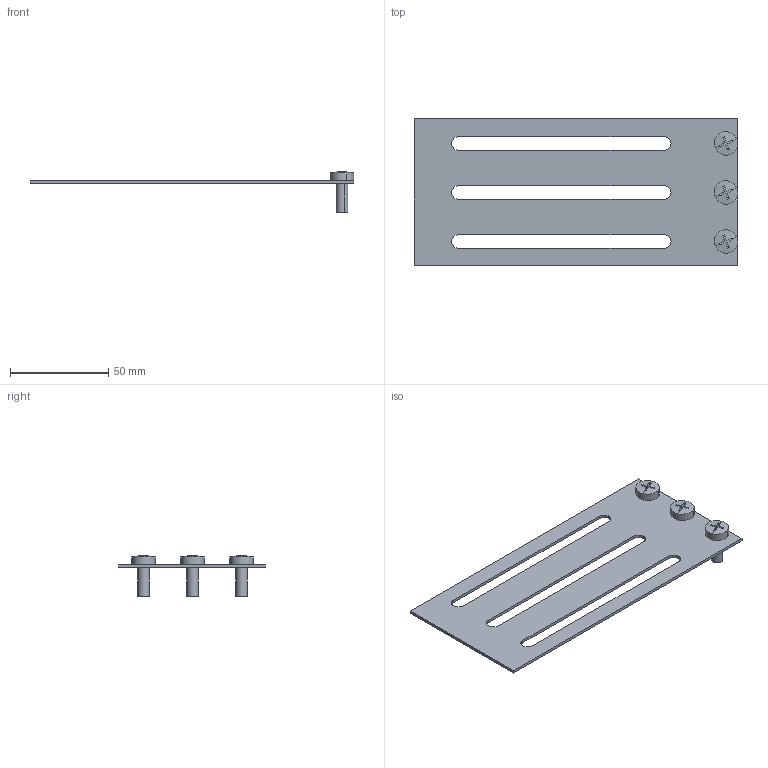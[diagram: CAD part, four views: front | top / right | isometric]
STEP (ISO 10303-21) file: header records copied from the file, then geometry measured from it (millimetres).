
FILE_DESCRIPTION (( 'STEP AP214' ), '1' );
FILE_NAME ('ADH3 Äåðæàòåëü DIN-ðååê 3 êàíàëà.step', '2020-11-05T13:35:35', ( '' ), ( '' ), 'SwSTEP 2.0', 'SolidWorks 2019', '' );
FILE_SCHEMA (( 'AUTOMOTIVE_DESIGN' ));
Length unit declared in the file: millimetre
Products named in the file (3): Âèíò ñàìîíàðåçàþùèé Ì6 DIN 7516À_6å16; AVT001.00.03.02 Äåðæàòåëü DIN-ðååê 3 êàíàëà_00; ADH3 Äåðæàòåëü DIN-ðååê 3 êàíàëà
Assembly tree (4 placements, depth 2):
  ADH3 Äåðæàòåëü DIN-ðååê 3 êàíàëà
    AVT001.00.03.02 Äåðæàòåëü DIN-ðååê 3 êàíàëà_00
    Âèíò ñàìîíàðåçàþùèé Ì6 DIN 7516À_6å16  x3
Bounding box: 165 x 74.5 x 20.59 mm (x, y, z)
Volume: 17506.9 mm3; surface area: 23891.7 mm2
Topology: 4 solids, 4 shells, 90 faces, 237 edges, 158 vertices
Faces by surface type: plane 57, cylinder 27, sphere 6
Entity records: 1679 total; most frequent: DIRECTION 295, CARTESIAN_POINT 270, ORIENTED_EDGE 258, EDGE_CURVE 129, AXIS2_PLACEMENT_3D 111, VERTEX_POINT 86, VECTOR 73, LINE 73
